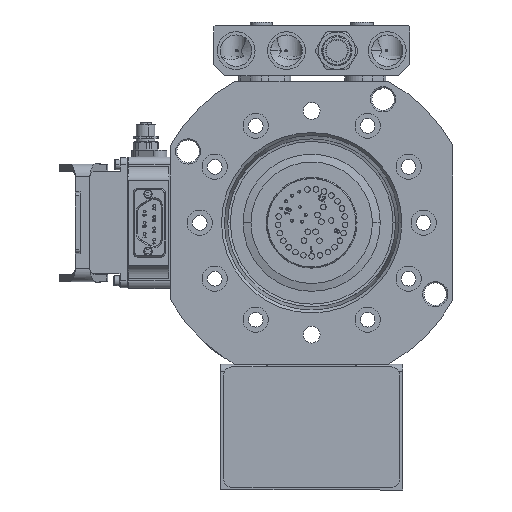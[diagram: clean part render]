
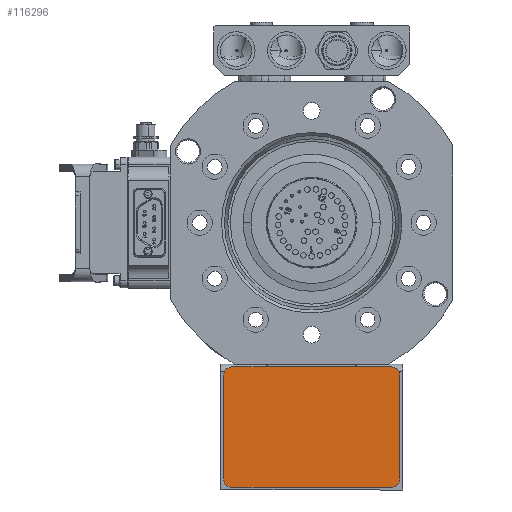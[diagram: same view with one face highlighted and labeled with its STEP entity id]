
A CAD part, front view. The second image highlights one B-rep face of the part: STEP entity #116296.
In plain terms, the highlighted planar face has unit normal (0, -1, 0).
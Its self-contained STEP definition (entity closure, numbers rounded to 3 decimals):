
#546 = CARTESIAN_POINT ( 'NONE',  ( 63., 73.501, -182.999 ) ) ;
#5737 = LINE ( 'NONE', #154866, #67003 ) ;
#8901 = CIRCLE ( 'NONE', #148421, 6. ) ;
#13090 = CARTESIAN_POINT ( 'NONE',  ( -57., 73.501, -102.999 ) ) ;
#14817 = EDGE_CURVE ( 'NONE', #16053, #27611, #96049, .T. ) ;
#16053 = VERTEX_POINT ( 'NONE', #546 ) ;
#17799 = DIRECTION ( 'NONE',  ( -1., 0., 0. ) ) ;
#19786 = DIRECTION ( 'NONE',  ( 0., -1., 0. ) ) ;
#22029 = CARTESIAN_POINT ( 'NONE',  ( 63., 73.501, -108.999 ) ) ;
#24297 = CARTESIAN_POINT ( 'NONE',  ( 57., 73.501, -182.999 ) ) ;
#27611 = VERTEX_POINT ( 'NONE', #22029 ) ;
#30508 = VERTEX_POINT ( 'NONE', #157367 ) ;
#31204 = VECTOR ( 'NONE', #55047, 1000. ) ;
#33465 = DIRECTION ( 'NONE',  ( 0., -1., 0. ) ) ;
#36619 = DIRECTION ( 'NONE',  ( -1., 0., 0. ) ) ;
#38777 = EDGE_CURVE ( 'NONE', #30508, #43245, #112082, .T. ) ;
#43228 = ORIENTED_EDGE ( 'NONE', *, *, #130332, .T. ) ;
#43245 = VERTEX_POINT ( 'NONE', #13090 ) ;
#44345 = CARTESIAN_POINT ( 'NONE',  ( -57., 73.501, -188.999 ) ) ;
#45277 = EDGE_CURVE ( 'NONE', #156831, #105999, #5737, .T. ) ;
#47660 = ORIENTED_EDGE ( 'NONE', *, *, #108340, .T. ) ;
#48105 = FACE_OUTER_BOUND ( 'NONE', #123280, .T. ) ;
#55047 = DIRECTION ( 'NONE',  ( 0., 0., 1. ) ) ;
#56011 = EDGE_CURVE ( 'NONE', #119095, #99895, #60776, .T. ) ;
#58507 = AXIS2_PLACEMENT_3D ( 'NONE', #134739, #61666, #147006 ) ;
#60613 = CIRCLE ( 'NONE', #58507, 6. ) ;
#60776 = LINE ( 'NONE', #124892, #85547 ) ;
#61666 = DIRECTION ( 'NONE',  ( 0., -1., 0. ) ) ;
#62973 = CIRCLE ( 'NONE', #128123, 6. ) ;
#64064 = EDGE_CURVE ( 'NONE', #27611, #30508, #62973, .T. ) ;
#66466 = PLANE ( 'NONE',  #98225 ) ;
#67003 = VECTOR ( 'NONE', #94048, 1000. ) ;
#75564 = CARTESIAN_POINT ( 'NONE',  ( -63., 73.501, -108.999 ) ) ;
#78755 = CARTESIAN_POINT ( 'NONE',  ( 57., 73.501, -182.999 ) ) ;
#79663 = VECTOR ( 'NONE', #139706, 1000. ) ;
#81930 = ORIENTED_EDGE ( 'NONE', *, *, #45277, .T. ) ;
#85547 = VECTOR ( 'NONE', #112700, 1000. ) ;
#90992 = DIRECTION ( 'NONE',  ( 0., 1., 0. ) ) ;
#91298 = CARTESIAN_POINT ( 'NONE',  ( 63., 73.501, -108.999 ) ) ;
#92988 = CARTESIAN_POINT ( 'NONE',  ( -57., 73.501, -182.999 ) ) ;
#94048 = DIRECTION ( 'NONE',  ( 1., 0., 0. ) ) ;
#96049 = LINE ( 'NONE', #91298, #31204 ) ;
#98225 = AXIS2_PLACEMENT_3D ( 'NONE', #78755, #90992, #17799 ) ;
#99895 = VERTEX_POINT ( 'NONE', #148687 ) ;
#105285 = DIRECTION ( 'NONE',  ( -1., 0., 0. ) ) ;
#105999 = VERTEX_POINT ( 'NONE', #118492 ) ;
#106599 = CARTESIAN_POINT ( 'NONE',  ( 57., 73.501, -108.999 ) ) ;
#108340 = EDGE_CURVE ( 'NONE', #105999, #16053, #146345, .T. ) ;
#109754 = DIRECTION ( 'NONE',  ( 0., -1., 0. ) ) ;
#112082 = LINE ( 'NONE', #115213, #79663 ) ;
#112700 = DIRECTION ( 'NONE',  ( 0., 0., -1. ) ) ;
#115213 = CARTESIAN_POINT ( 'NONE',  ( -57., 73.501, -102.999 ) ) ;
#116296 = ADVANCED_FACE ( 'NONE', ( #48105 ), #66466, .F. ) ;
#118433 = ORIENTED_EDGE ( 'NONE', *, *, #130513, .T. ) ;
#118492 = CARTESIAN_POINT ( 'NONE',  ( 57., 73.501, -188.999 ) ) ;
#118840 = DIRECTION ( 'NONE',  ( -1., 0., 0. ) ) ;
#119095 = VERTEX_POINT ( 'NONE', #75564 ) ;
#123280 = EDGE_LOOP ( 'NONE', ( #47660, #123739, #155355, #152248, #43228, #131797, #118433, #81930 ) ) ;
#123739 = ORIENTED_EDGE ( 'NONE', *, *, #14817, .T. ) ;
#124892 = CARTESIAN_POINT ( 'NONE',  ( -63., 73.501, -182.999 ) ) ;
#128123 = AXIS2_PLACEMENT_3D ( 'NONE', #106599, #33465, #118840 ) ;
#130332 = EDGE_CURVE ( 'NONE', #43245, #119095, #60613, .T. ) ;
#130513 = EDGE_CURVE ( 'NONE', #99895, #156831, #8901, .T. ) ;
#131797 = ORIENTED_EDGE ( 'NONE', *, *, #56011, .T. ) ;
#134739 = CARTESIAN_POINT ( 'NONE',  ( -57., 73.501, -108.999 ) ) ;
#139706 = DIRECTION ( 'NONE',  ( -1., 0., 0. ) ) ;
#146345 = CIRCLE ( 'NONE', #154784, 6. ) ;
#147006 = DIRECTION ( 'NONE',  ( -1., 0., 0. ) ) ;
#148421 = AXIS2_PLACEMENT_3D ( 'NONE', #92988, #19786, #105285 ) ;
#148687 = CARTESIAN_POINT ( 'NONE',  ( -63., 73.501, -182.999 ) ) ;
#152248 = ORIENTED_EDGE ( 'NONE', *, *, #38777, .T. ) ;
#154784 = AXIS2_PLACEMENT_3D ( 'NONE', #24297, #109754, #36619 ) ;
#154866 = CARTESIAN_POINT ( 'NONE',  ( 57., 73.501, -188.999 ) ) ;
#155355 = ORIENTED_EDGE ( 'NONE', *, *, #64064, .T. ) ;
#156831 = VERTEX_POINT ( 'NONE', #44345 ) ;
#157367 = CARTESIAN_POINT ( 'NONE',  ( 57., 73.501, -102.999 ) ) ;
